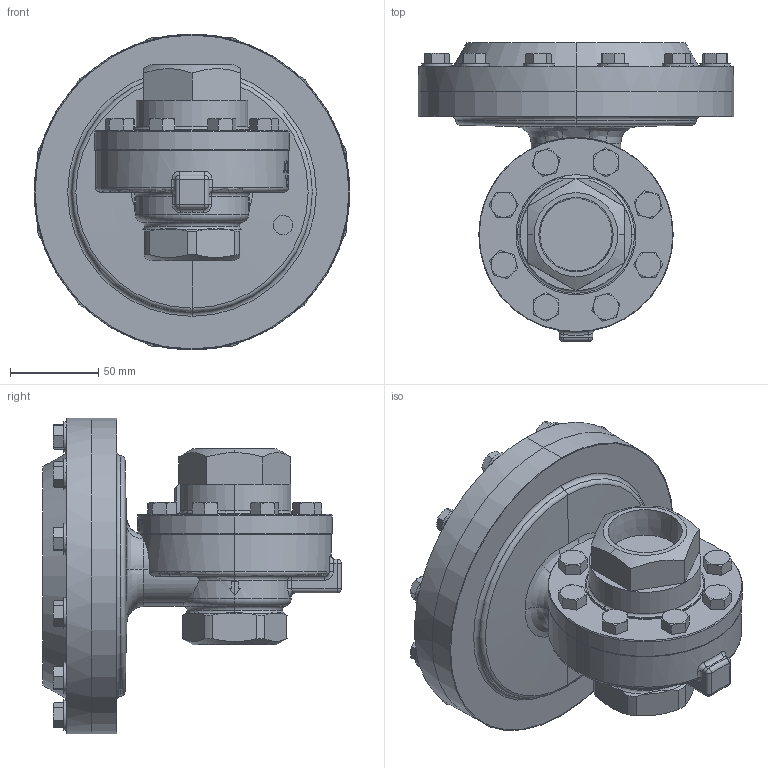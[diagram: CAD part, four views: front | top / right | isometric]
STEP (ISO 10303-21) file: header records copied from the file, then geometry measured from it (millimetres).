
FILE_DESCRIPTION (( 'STEP AP203' ), '1' );
FILE_NAME ('56-125-BR+DI-PT.step', '2017-10-04T15:18:27', ( '' ), ( '' ), 'SwSTEP 2.0', 'SolidWorks 2014', '' );
FILE_SCHEMA (( 'CONFIG_CONTROL_DESIGN' ));
Length unit declared in the file: inch
Products named in the file (1): 56-125-BR+DI-PT
Bounding box: 179.32 x 169.51 x 179.32 mm (x, y, z)
Volume: 1541351 mm3; surface area: 125898.7 mm2
Topology: 1 solids, 1 shells, 681 faces, 1668 edges, 1032 vertices
Faces by surface type: plane 296, cone 149, bspline 106, cylinder 96, torus 28, sphere 6
Entity records: 36968 total; most frequent: CARTESIAN_POINT 21843, ORIENTED_EDGE 3328, DIRECTION 2824, EDGE_CURVE 1664, AXIS2_PLACEMENT_3D 1100, VERTEX_POINT 1032, EDGE_LOOP 730, ADVANCED_FACE 681
